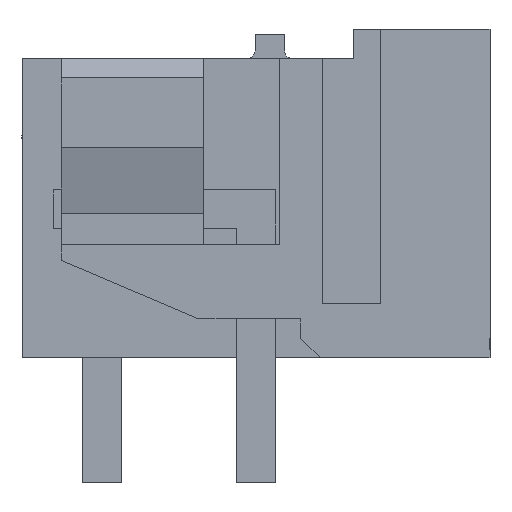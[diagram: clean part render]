
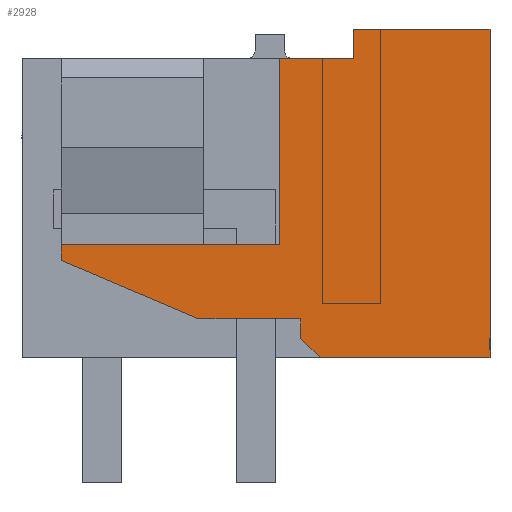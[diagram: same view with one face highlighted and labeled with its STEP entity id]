
A CAD part, left-side view. The second image highlights one B-rep face of the part: STEP entity #2928.
In plain terms, the highlighted planar face has unit normal (-1, 0, 0).
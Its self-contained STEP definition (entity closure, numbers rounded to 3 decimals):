
#2888=AXIS2_PLACEMENT_3D('Plane Axis2P3D',#2885,#2886,#2887) ;
#254=CARTESIAN_POINT('Vertex',(0.,0.,3.2)) ;
#259=CARTESIAN_POINT('Line Origine',(0.,2.177,3.2)) ;
#263=CARTESIAN_POINT('Vertex',(0.,4.354,3.2)) ;
#408=CARTESIAN_POINT('Vertex',(0.,5.4,10.88)) ;
#411=CARTESIAN_POINT('Line Origine',(0.,4.45,10.88)) ;
#415=CARTESIAN_POINT('Vertex',(0.,3.5,10.88)) ;
#1410=CARTESIAN_POINT('Line Origine',(0.,11.,5.905)) ;
#1414=CARTESIAN_POINT('Vertex',(0.,11.,6.11)) ;
#1416=CARTESIAN_POINT('Vertex',(0.,11.,5.701)) ;
#1518=CARTESIAN_POINT('Vertex',(0.,7.465,4.203)) ;
#1521=CARTESIAN_POINT('Line Origine',(0.,9.232,4.952)) ;
#1542=CARTESIAN_POINT('Vertex',(0.,4.854,4.203)) ;
#1545=CARTESIAN_POINT('Line Origine',(0.,6.159,4.203)) ;
#1600=CARTESIAN_POINT('Vertex',(0.,4.854,3.7)) ;
#1603=CARTESIAN_POINT('Line Origine',(0.,4.854,3.951)) ;
#1620=CARTESIAN_POINT('Line Origine',(0.,4.604,3.45)) ;
#1643=CARTESIAN_POINT('Vertex',(0.,0.,11.63)) ;
#1646=CARTESIAN_POINT('Line Origine',(0.,0.,7.415)) ;
#2885=CARTESIAN_POINT('Axis2P3D Location',(0.,12.,1.7)) ;
#2890=CARTESIAN_POINT('Line Origine',(0.,1.75,11.63)) ;
#2894=CARTESIAN_POINT('Vertex',(0.,3.5,11.63)) ;
#2897=CARTESIAN_POINT('Line Origine',(0.,3.5,11.255)) ;
#2902=CARTESIAN_POINT('Line Origine',(0.,5.4,8.495)) ;
#2906=CARTESIAN_POINT('Vertex',(0.,5.4,6.11)) ;
#2909=CARTESIAN_POINT('Line Origine',(0.,8.2,6.11)) ;
#260=DIRECTION('Vector Direction',(0.,1.,0.)) ;
#412=DIRECTION('Vector Direction',(0.,1.,0.)) ;
#1411=DIRECTION('Vector Direction',(0.,0.,1.)) ;
#1522=DIRECTION('Vector Direction',(0.,0.921,0.39)) ;
#1546=DIRECTION('Vector Direction',(0.,-1.,0.)) ;
#1604=DIRECTION('Vector Direction',(0.,0.,-1.)) ;
#1621=DIRECTION('Vector Direction',(0.,0.707,0.707)) ;
#1647=DIRECTION('Vector Direction',(0.,0.,-1.)) ;
#2886=DIRECTION('Axis2P3D Direction',(-1.,0.,0.)) ;
#2887=DIRECTION('Axis2P3D XDirection',(0.,-1.,0.)) ;
#2891=DIRECTION('Vector Direction',(0.,1.,0.)) ;
#2898=DIRECTION('Vector Direction',(0.,0.,1.)) ;
#2903=DIRECTION('Vector Direction',(0.,0.,-1.)) ;
#2910=DIRECTION('Vector Direction',(0.,1.,0.)) ;
#261=VECTOR('Line Direction',#260,1.) ;
#413=VECTOR('Line Direction',#412,1.) ;
#1412=VECTOR('Line Direction',#1411,1.) ;
#1523=VECTOR('Line Direction',#1522,1.) ;
#1547=VECTOR('Line Direction',#1546,1.) ;
#1605=VECTOR('Line Direction',#1604,1.) ;
#1622=VECTOR('Line Direction',#1621,1.) ;
#1648=VECTOR('Line Direction',#1647,1.) ;
#2892=VECTOR('Line Direction',#2891,1.) ;
#2899=VECTOR('Line Direction',#2898,1.) ;
#2904=VECTOR('Line Direction',#2903,1.) ;
#2911=VECTOR('Line Direction',#2910,1.) ;
#2915=ORIENTED_EDGE('',*,*,#2896,.T.) ;
#2916=ORIENTED_EDGE('',*,*,#2901,.T.) ;
#2917=ORIENTED_EDGE('',*,*,#417,.T.) ;
#2918=ORIENTED_EDGE('',*,*,#2908,.T.) ;
#2919=ORIENTED_EDGE('',*,*,#2913,.T.) ;
#2920=ORIENTED_EDGE('',*,*,#1418,.T.) ;
#2921=ORIENTED_EDGE('',*,*,#1525,.T.) ;
#2922=ORIENTED_EDGE('',*,*,#1549,.T.) ;
#2923=ORIENTED_EDGE('',*,*,#1607,.T.) ;
#2924=ORIENTED_EDGE('',*,*,#1624,.T.) ;
#2925=ORIENTED_EDGE('',*,*,#265,.T.) ;
#2926=ORIENTED_EDGE('',*,*,#1650,.T.) ;
#2928=ADVANCED_FACE('HOUSING',(#2927),#2889,.T.) ;
#265=EDGE_CURVE('',#264,#255,#262,.F.) ;
#417=EDGE_CURVE('',#416,#409,#414,.T.) ;
#1418=EDGE_CURVE('',#1415,#1417,#1413,.F.) ;
#1525=EDGE_CURVE('',#1417,#1519,#1524,.F.) ;
#1549=EDGE_CURVE('',#1519,#1543,#1548,.T.) ;
#1607=EDGE_CURVE('',#1543,#1601,#1606,.T.) ;
#1624=EDGE_CURVE('',#1601,#264,#1623,.F.) ;
#1650=EDGE_CURVE('',#255,#1644,#1649,.F.) ;
#2896=EDGE_CURVE('',#1644,#2895,#2893,.T.) ;
#2901=EDGE_CURVE('',#2895,#416,#2900,.F.) ;
#2908=EDGE_CURVE('',#409,#2907,#2905,.T.) ;
#2913=EDGE_CURVE('',#2907,#1415,#2912,.T.) ;
#2914=EDGE_LOOP('',(#2915,#2916,#2917,#2918,#2919,#2920,#2921,#2922,#2923,#2924,#2925,#2926)) ;
#2927=FACE_OUTER_BOUND('',#2914,.T.) ;
#262=LINE('Line',#259,#261) ;
#414=LINE('Line',#411,#413) ;
#1413=LINE('Line',#1410,#1412) ;
#1524=LINE('Line',#1521,#1523) ;
#1548=LINE('Line',#1545,#1547) ;
#1606=LINE('Line',#1603,#1605) ;
#1623=LINE('Line',#1620,#1622) ;
#1649=LINE('Line',#1646,#1648) ;
#2893=LINE('Line',#2890,#2892) ;
#2900=LINE('Line',#2897,#2899) ;
#2905=LINE('Line',#2902,#2904) ;
#2912=LINE('Line',#2909,#2911) ;
#2889=PLANE('',#2888) ;
#255=VERTEX_POINT('',#254) ;
#264=VERTEX_POINT('',#263) ;
#409=VERTEX_POINT('',#408) ;
#416=VERTEX_POINT('',#415) ;
#1415=VERTEX_POINT('',#1414) ;
#1417=VERTEX_POINT('',#1416) ;
#1519=VERTEX_POINT('',#1518) ;
#1543=VERTEX_POINT('',#1542) ;
#1601=VERTEX_POINT('',#1600) ;
#1644=VERTEX_POINT('',#1643) ;
#2895=VERTEX_POINT('',#2894) ;
#2907=VERTEX_POINT('',#2906) ;
